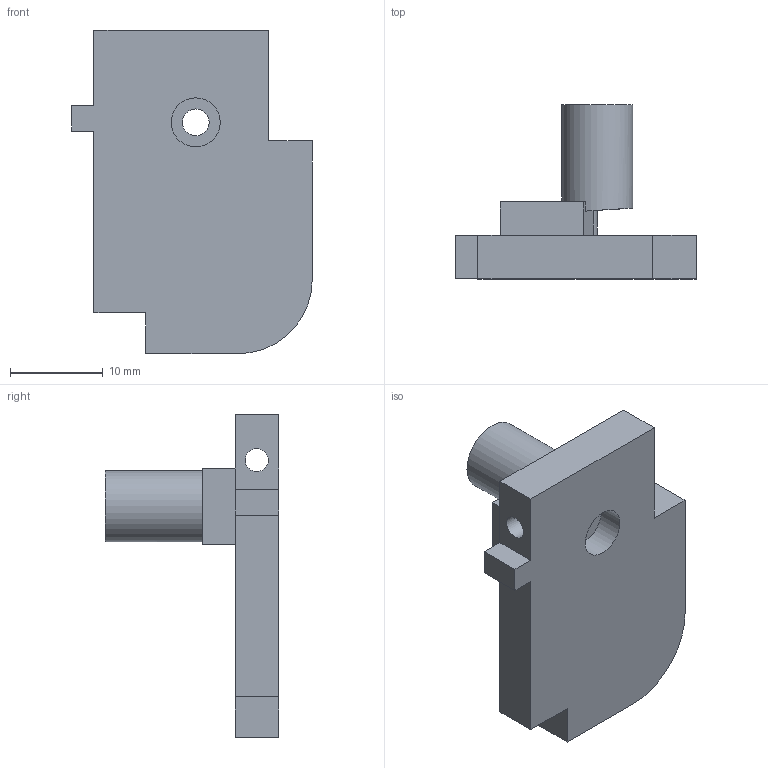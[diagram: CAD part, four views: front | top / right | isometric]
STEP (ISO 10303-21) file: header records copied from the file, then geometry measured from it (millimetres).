
FILE_DESCRIPTION(/* description */ (''),/* implementation_level */ '2;1');
FILE_NAME(/* name */ 'mcp_holder_inner_metal.stp',/* time_stamp */ '2025-01-01T16:21:11-05:00',/* author */ ('Kenny'),/* organization */ (''),/* preprocessor_version */ 'ST-DEVELOPER v20',/* originating_system */ 'Autodesk Inventor 2025',/* authorisation */ '');
FILE_SCHEMA (('AUTOMOTIVE_DESIGN { 1 0 10303 214 3 1 1 }'));
Length unit declared in the file: millimetre
Products named in the file (1): axle_holder_4gear_final_metal_MIR
Bounding box: 26 x 18.8 x 34.95 mm (x, y, z)
Volume: 2931.4 mm3; surface area: 3046.7 mm2
Topology: 1 solids, 1 shells, 38 faces, 92 edges, 63 vertices
Faces by surface type: plane 27, cylinder 10, torus 1
Full cylindrical faces by diameter (mm): 1.6 x1, 2.5 x1, 2.9 x1, 4.1 x1, 5.3 x1, 7.67 x1, 18.15 x1
Entity records: 1175 total; most frequent: CARTESIAN_POINT 197, DIRECTION 195, ORIENTED_EDGE 180, EDGE_CURVE 90, LINE 65, VECTOR 65, AXIS2_PLACEMENT_3D 65, VERTEX_POINT 60
